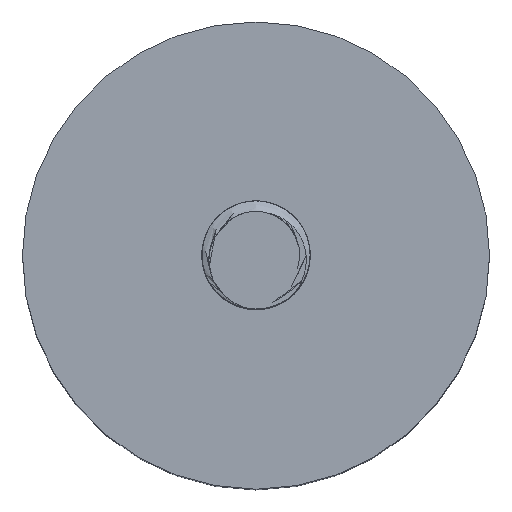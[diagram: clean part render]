
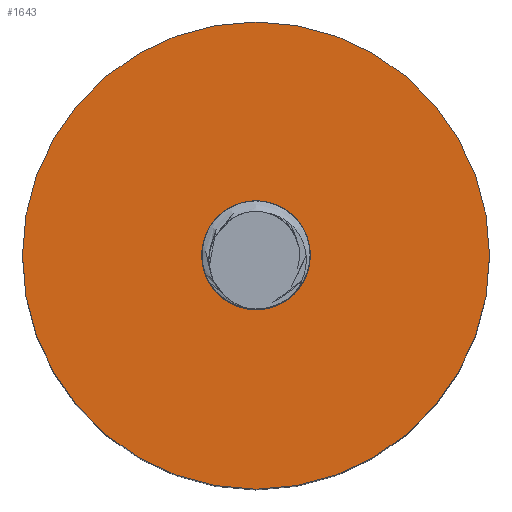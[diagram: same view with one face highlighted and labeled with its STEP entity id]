
A CAD part, top view. The second image highlights one B-rep face of the part: STEP entity #1643.
In plain terms, the highlighted planar face has unit normal (0, 0, 1).
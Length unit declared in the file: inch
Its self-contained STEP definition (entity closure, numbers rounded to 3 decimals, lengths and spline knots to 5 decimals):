
#14=FACE_BOUND('',#205,.T.);
#22=PLANE('',#1752);
#115=FACE_OUTER_BOUND('',#204,.T.);
#204=EDGE_LOOP('',(#1465));
#205=EDGE_LOOP('',(#1466,#1467,#1468,#1469));
#210=CIRCLE('',#1700,0.11583);
#212=CIRCLE('',#1740,0.09338);
#216=CIRCLE('',#1750,0.5);
#372=B_SPLINE_CURVE_WITH_KNOTS('',3,(#5350,#5351,#5352,#5353,#5354,#5355,
#5356,#5357,#5358,#5359,#5360,#5361,#5362,#5363,#5364,#5365,#5366,#5367,
#5368,#5369,#5370,#5371,#5372,#5373,#5374,#5375,#5376,#5377,#5378,#5379,
#5380,#5381,#5382,#5383,#5384,#5385,#5386,#5387,#5388,#5389,#5390,#5391,
#5392,#5393,#5394,#5395,#5396,#5397,#5398),.UNSPECIFIED.,.F.,.F.,(4,3,3,
3,3,3,3,3,3,3,3,3,3,3,3,3,4),(-0.55527,-0.5378,-0.49148,
-0.46682,-0.4315,-0.4092,-0.34835,
-0.32523,-0.30432,-0.28246,-0.23741,
-0.20566,-0.15424,-0.12021,-0.0979,
-0.03181,0.),.UNSPECIFIED.);
#376=B_SPLINE_CURVE_WITH_KNOTS('',3,(#5969,#5970,#5971,#5972,#5973,#5974,
#5975,#5976,#5977,#5978,#5979,#5980,#5981,#5982,#5983,#5984,#5985,#5986,
#5987,#5988,#5989,#5990,#5991,#5992,#5993,#5994,#5995,#5996,#5997,#5998,
#5999,#6000,#6001,#6002,#6003,#6004,#6005,#6006,#6007,#6008,#6009,#6010,
#6011,#6012,#6013,#6014,#6015,#6016,#6017),.UNSPECIFIED.,.F.,.F.,(4,3,3,
3,3,3,3,3,3,3,3,3,3,3,3,3,4),(-0.55275,-0.53145,-0.48551,
-0.45844,-0.41144,-0.3868,-0.3239,
-0.29709,-0.27388,-0.25246,-0.21039,
-0.19107,-0.13131,-0.10212,-0.08082,
-0.02483,0.),.UNSPECIFIED.);
#622=VERTEX_POINT('',#3406);
#623=VERTEX_POINT('',#3417);
#701=VERTEX_POINT('',#5349);
#702=VERTEX_POINT('',#5409);
#708=VERTEX_POINT('',#7295);
#828=EDGE_CURVE('',#623,#622,#210,.T.);
#944=EDGE_CURVE('',#701,#623,#372,.T.);
#946=EDGE_CURVE('',#702,#701,#212,.T.);
#949=EDGE_CURVE('',#622,#702,#376,.T.);
#962=EDGE_CURVE('',#708,#708,#216,.T.);
#1465=ORIENTED_EDGE('',*,*,#962,.T.);
#1466=ORIENTED_EDGE('',*,*,#828,.T.);
#1467=ORIENTED_EDGE('',*,*,#949,.T.);
#1468=ORIENTED_EDGE('',*,*,#946,.T.);
#1469=ORIENTED_EDGE('',*,*,#944,.T.);
#1643=ADVANCED_FACE('',(#115,#14),#22,.T.);
#1700=AXIS2_PLACEMENT_3D('',#3418,#1877,#1878);
#1740=AXIS2_PLACEMENT_3D('',#5410,#1994,#1995);
#1750=AXIS2_PLACEMENT_3D('',#7296,#2014,#2015);
#1752=AXIS2_PLACEMENT_3D('',#7300,#2019,#2020);
#1877=DIRECTION('center_axis',(0.,0.,-1.));
#1878=DIRECTION('ref_axis',(-1.,0.,0.));
#1994=DIRECTION('center_axis',(0.,0.,-1.));
#1995=DIRECTION('ref_axis',(-1.,0.,0.));
#2014=DIRECTION('center_axis',(0.,0.,1.));
#2015=DIRECTION('ref_axis',(1.,0.,0.));
#2019=DIRECTION('center_axis',(0.,0.,1.));
#2020=DIRECTION('ref_axis',(1.,0.,0.));
#3406=CARTESIAN_POINT('',(-0.05074,-0.10412,1.));
#3417=CARTESIAN_POINT('',(0.05074,-0.10412,1.));
#3418=CARTESIAN_POINT('Origin',(0.,0.,1.));
#5349=CARTESIAN_POINT('',(0.05421,0.07603,1.));
#5350=CARTESIAN_POINT('Ctrl Pts',(0.05433,0.07613,
1.));
#5351=CARTESIAN_POINT('Ctrl Pts',(0.05633,0.07504,
1.));
#5352=CARTESIAN_POINT('Ctrl Pts',(0.05829,0.07388,
1.));
#5353=CARTESIAN_POINT('Ctrl Pts',(0.06019,0.07264,
1.));
#5354=CARTESIAN_POINT('Ctrl Pts',(0.06523,0.06936,
1.));
#5355=CARTESIAN_POINT('Ctrl Pts',(0.06992,0.06555,
1.));
#5356=CARTESIAN_POINT('Ctrl Pts',(0.07422,0.0613,
1.));
#5357=CARTESIAN_POINT('Ctrl Pts',(0.07651,0.05904,
1.));
#5358=CARTESIAN_POINT('Ctrl Pts',(0.07868,0.05666,
1.));
#5359=CARTESIAN_POINT('Ctrl Pts',(0.08074,0.05419,
1.));
#5360=CARTESIAN_POINT('Ctrl Pts',(0.08368,0.05063,
1.));
#5361=CARTESIAN_POINT('Ctrl Pts',(0.08638,0.04687,
1.));
#5362=CARTESIAN_POINT('Ctrl Pts',(0.08882,0.04293,
1.));
#5363=CARTESIAN_POINT('Ctrl Pts',(0.09036,0.04045,
1.));
#5364=CARTESIAN_POINT('Ctrl Pts',(0.0918,0.03789,
1.));
#5365=CARTESIAN_POINT('Ctrl Pts',(0.09312,0.03528,
1.));
#5366=CARTESIAN_POINT('Ctrl Pts',(0.09674,0.02817,
1.));
#5367=CARTESIAN_POINT('Ctrl Pts',(0.09953,0.02068,
1.));
#5368=CARTESIAN_POINT('Ctrl Pts',(0.10144,0.01297,1.));
#5369=CARTESIAN_POINT('Ctrl Pts',(0.10217,0.01004,
1.));
#5370=CARTESIAN_POINT('Ctrl Pts',(0.10277,0.00708,
1.));
#5371=CARTESIAN_POINT('Ctrl Pts',(0.10323,0.00409,
1.));
#5372=CARTESIAN_POINT('Ctrl Pts',(0.10365,0.00139,
1.));
#5373=CARTESIAN_POINT('Ctrl Pts',(0.10396,-0.00132,
1.));
#5374=CARTESIAN_POINT('Ctrl Pts',(0.10416,-0.00403,
1.));
#5375=CARTESIAN_POINT('Ctrl Pts',(0.10437,-0.00687,
1.));
#5376=CARTESIAN_POINT('Ctrl Pts',(0.10445,-0.0097,
1.));
#5377=CARTESIAN_POINT('Ctrl Pts',(0.10441,-0.01254,
1.));
#5378=CARTESIAN_POINT('Ctrl Pts',(0.10432,-0.01837,
1.));
#5379=CARTESIAN_POINT('Ctrl Pts',(0.1037,-0.02418,
1.));
#5380=CARTESIAN_POINT('Ctrl Pts',(0.10258,-0.02993,
1.));
#5381=CARTESIAN_POINT('Ctrl Pts',(0.10179,-0.03398,
1.));
#5382=CARTESIAN_POINT('Ctrl Pts',(0.10076,-0.038,
1.));
#5383=CARTESIAN_POINT('Ctrl Pts',(0.0995,-0.04194,
1.));
#5384=CARTESIAN_POINT('Ctrl Pts',(0.09746,-0.04833,
1.));
#5385=CARTESIAN_POINT('Ctrl Pts',(0.09484,-0.05452,
1.));
#5386=CARTESIAN_POINT('Ctrl Pts',(0.09168,-0.06045,
1.));
#5387=CARTESIAN_POINT('Ctrl Pts',(0.08959,-0.06437,
1.));
#5388=CARTESIAN_POINT('Ctrl Pts',(0.08727,-0.06818,
1.));
#5389=CARTESIAN_POINT('Ctrl Pts',(0.08473,-0.07186,
1.));
#5390=CARTESIAN_POINT('Ctrl Pts',(0.08307,-0.07426,
1.));
#5391=CARTESIAN_POINT('Ctrl Pts',(0.08131,-0.07661,
1.));
#5392=CARTESIAN_POINT('Ctrl Pts',(0.07947,-0.07889,
1.));
#5393=CARTESIAN_POINT('Ctrl Pts',(0.07401,-0.08562,
1.));
#5394=CARTESIAN_POINT('Ctrl Pts',(0.06783,-0.09171,
1.));
#5395=CARTESIAN_POINT('Ctrl Pts',(0.06102,-0.09702,
1.));
#5396=CARTESIAN_POINT('Ctrl Pts',(0.05774,-0.09958,
1.));
#5397=CARTESIAN_POINT('Ctrl Pts',(0.05431,-0.10195,
1.));
#5398=CARTESIAN_POINT('Ctrl Pts',(0.05074,-0.10412,
1.));
#5409=CARTESIAN_POINT('',(-0.05421,0.07603,1.));
#5410=CARTESIAN_POINT('Origin',(0.,0.,1.));
#5969=CARTESIAN_POINT('Ctrl Pts',(-0.05087,-0.10427,
1.));
#5970=CARTESIAN_POINT('Ctrl Pts',(-0.05326,-0.10283,
1.));
#5971=CARTESIAN_POINT('Ctrl Pts',(-0.05559,-0.1013,
1.));
#5972=CARTESIAN_POINT('Ctrl Pts',(-0.05786,-0.09967,
1.));
#5973=CARTESIAN_POINT('Ctrl Pts',(-0.06275,-0.09617,
1.));
#5974=CARTESIAN_POINT('Ctrl Pts',(-0.06734,-0.09225,
1.));
#5975=CARTESIAN_POINT('Ctrl Pts',(-0.0716,-0.08796,
1.));
#5976=CARTESIAN_POINT('Ctrl Pts',(-0.07411,-0.08543,
1.));
#5977=CARTESIAN_POINT('Ctrl Pts',(-0.0765,-0.08278,
1.));
#5978=CARTESIAN_POINT('Ctrl Pts',(-0.07876,-0.08002,
1.));
#5979=CARTESIAN_POINT('Ctrl Pts',(-0.08268,-0.07523,
1.));
#5980=CARTESIAN_POINT('Ctrl Pts',(-0.08622,-0.07011,
1.));
#5981=CARTESIAN_POINT('Ctrl Pts',(-0.08933,-0.06474,
1.));
#5982=CARTESIAN_POINT('Ctrl Pts',(-0.09096,-0.06192,
1.));
#5983=CARTESIAN_POINT('Ctrl Pts',(-0.09248,-0.05903,
1.));
#5984=CARTESIAN_POINT('Ctrl Pts',(-0.09387,-0.05608,
1.));
#5985=CARTESIAN_POINT('Ctrl Pts',(-0.09741,-0.04857,
1.));
#5986=CARTESIAN_POINT('Ctrl Pts',(-0.10012,-0.04072,
1.));
#5987=CARTESIAN_POINT('Ctrl Pts',(-0.10191,-0.03268,
1.));
#5988=CARTESIAN_POINT('Ctrl Pts',(-0.10268,-0.02925,
1.));
#5989=CARTESIAN_POINT('Ctrl Pts',(-0.10327,-0.02578,
1.));
#5990=CARTESIAN_POINT('Ctrl Pts',(-0.10369,-0.02229,
1.));
#5991=CARTESIAN_POINT('Ctrl Pts',(-0.10406,-0.01927,
1.));
#5992=CARTESIAN_POINT('Ctrl Pts',(-0.10428,-0.01624,
1.));
#5993=CARTESIAN_POINT('Ctrl Pts',(-0.10437,-0.01321,
1.));
#5994=CARTESIAN_POINT('Ctrl Pts',(-0.10445,-0.01042,
1.));
#5995=CARTESIAN_POINT('Ctrl Pts',(-0.10442,-0.00763,
1.));
#5996=CARTESIAN_POINT('Ctrl Pts',(-0.10426,-0.00485,
1.));
#5997=CARTESIAN_POINT('Ctrl Pts',(-0.10394,0.00062,
1.));
#5998=CARTESIAN_POINT('Ctrl Pts',(-0.10315,0.00605,
1.));
#5999=CARTESIAN_POINT('Ctrl Pts',(-0.10192,0.01141,
1.));
#6000=CARTESIAN_POINT('Ctrl Pts',(-0.10135,0.01387,
1.));
#6001=CARTESIAN_POINT('Ctrl Pts',(-0.10068,0.01631,
1.));
#6002=CARTESIAN_POINT('Ctrl Pts',(-0.09993,0.01873,
1.));
#6003=CARTESIAN_POINT('Ctrl Pts',(-0.09759,0.02621,
1.));
#6004=CARTESIAN_POINT('Ctrl Pts',(-0.0944,0.0334,
1.));
#6005=CARTESIAN_POINT('Ctrl Pts',(-0.09044,0.04016,
1.));
#6006=CARTESIAN_POINT('Ctrl Pts',(-0.0885,0.04346,
1.));
#6007=CARTESIAN_POINT('Ctrl Pts',(-0.08638,0.04665,
1.));
#6008=CARTESIAN_POINT('Ctrl Pts',(-0.08408,0.04972,
1.));
#6009=CARTESIAN_POINT('Ctrl Pts',(-0.08241,0.05196,
1.));
#6010=CARTESIAN_POINT('Ctrl Pts',(-0.08063,0.05414,
1.));
#6011=CARTESIAN_POINT('Ctrl Pts',(-0.07878,0.05623,
1.));
#6012=CARTESIAN_POINT('Ctrl Pts',(-0.0739,0.06172,
1.));
#6013=CARTESIAN_POINT('Ctrl Pts',(-0.06845,0.06664,
1.));
#6014=CARTESIAN_POINT('Ctrl Pts',(-0.06247,0.07086,
1.));
#6015=CARTESIAN_POINT('Ctrl Pts',(-0.05982,0.07272,
1.));
#6016=CARTESIAN_POINT('Ctrl Pts',(-0.05707,0.07445,
1.));
#6017=CARTESIAN_POINT('Ctrl Pts',(-0.05421,0.07603,
1.));
#7295=CARTESIAN_POINT('',(-0.5,0.,1.));
#7296=CARTESIAN_POINT('Origin',(0.,0.,1.));
#7300=CARTESIAN_POINT('Origin',(0.,0.,1.));
